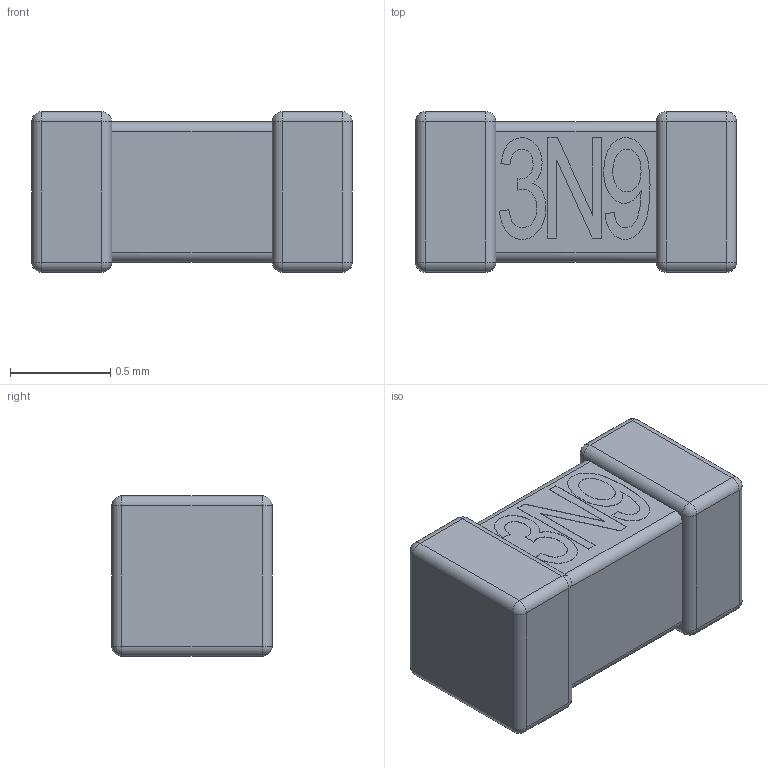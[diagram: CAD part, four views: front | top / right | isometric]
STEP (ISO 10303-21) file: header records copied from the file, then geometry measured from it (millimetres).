
FILE_DESCRIPTION ( ( 'STEP AP214' ), '1' );
FILE_NAME ( '0603_smd_inductor_3N9.STEP', '', ( '' ), ( '' ), '', '', '' );
FILE_SCHEMA (( 'AUTOMOTIVE_DESIGN' ));
Length unit declared in the file: millimetre
Products named in the file (1): 0603_smd_inductor_3N9
Bounding box: 1.6 x 0.8 x 0.8 mm (x, y, z)
Volume: 0.9 mm3; surface area: 6 mm2
Topology: 1 solids, 1 shells, 107 faces, 271 edges, 154 vertices
Faces by surface type: cylinder 32, plane 32, bspline 27, sphere 16
Entity records: 5835 total; most frequent: CARTESIAN_POINT 2384, ORIENTED_EDGE 510, DIRECTION 387, EDGE_CURVE 255, VERTEX_POINT 154, AXIS2_PLACEMENT_3D 129, VECTOR 129, LINE 129
